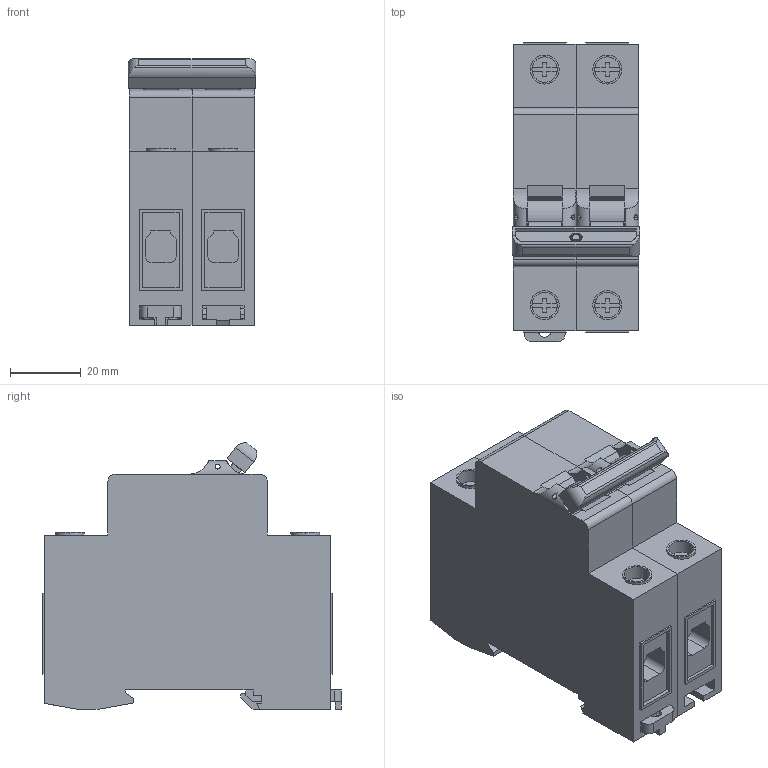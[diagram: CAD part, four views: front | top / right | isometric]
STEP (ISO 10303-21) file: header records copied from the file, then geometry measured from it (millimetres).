
FILE_DESCRIPTION((''),'2;1');
FILE_NAME('SB109192_3D-SIMPLIFIED_ASM','2012-09-24T',('Nyco'),(''),'PRO/ENGINEER BY PARAMETRIC TECHNOLOGY CORPORATION, 2006170','PRO/ENGINEER BY PARAMETRIC TECHNOLOGY CORPORATION, 2006170','');
FILE_SCHEMA(('CONFIG_CONTROL_DESIGN'));
Length unit declared in the file: millimetre
Products named in the file (8): COQUE; MANETTE; CLIP; VIS_7D; BLOCK_01_ASM; BLOCK_02_ASM; EXTENSION_MANETTE_02_2P; SB109192_3D-SIMPLIFIED_ASM
Assembly tree (12 placements, depth 3):
  SB109192_3D-SIMPLIFIED_ASM
    BLOCK_01_ASM
      COQUE
      MANETTE
      CLIP
      VIS_7D  x2
    BLOCK_02_ASM
      COQUE
      MANETTE
      VIS_7D  x2
    EXTENSION_MANETTE_02_2P
Bounding box: 36 x 84.5 x 75.44 mm (x, y, z)
Volume: 155531.2 mm3; surface area: 38875.2 mm2
Topology: 10 solids, 10 shells, 491 faces, 1306 edges, 864 vertices
Faces by surface type: plane 378, cylinder 113
Entity records: 8867 total; most frequent: CARTESIAN_POINT 1719, ORIENTED_EDGE 1458, DIRECTION 1425, EDGE_CURVE 729, VECTOR 597, LINE 597, VERTEX_POINT 482, AXIS2_PLACEMENT_3D 414
